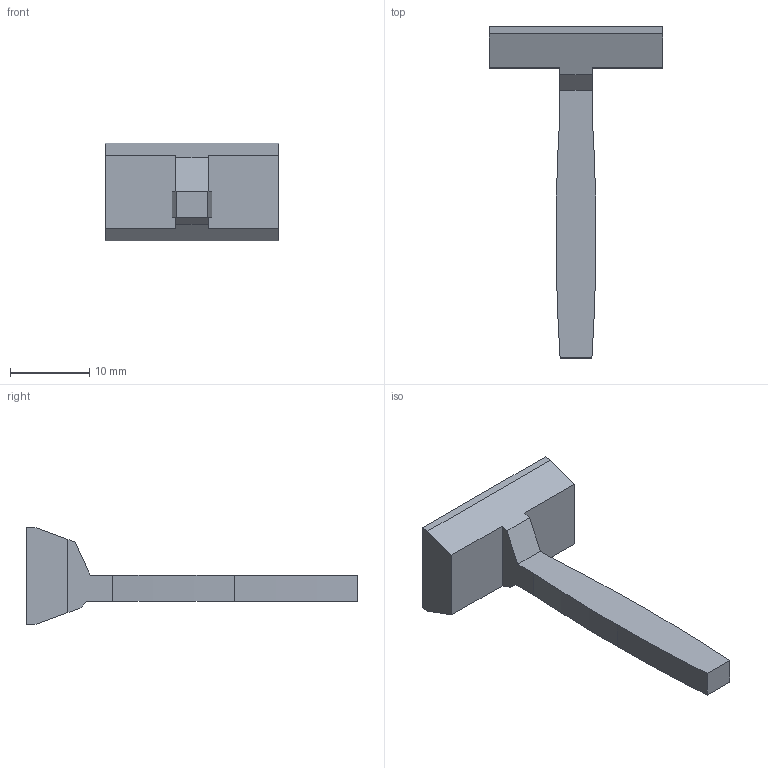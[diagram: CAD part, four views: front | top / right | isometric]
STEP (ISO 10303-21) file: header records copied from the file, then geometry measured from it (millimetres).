
FILE_DESCRIPTION(('OneSpaceDesigner STEP Export'),'2;1');
FILE_NAME('0807575_klm2_select.stp','2005-10-31T13:00:13',(''),(''),'OneSpace Designer STEP processor for AP203 (Solid Model)','OneSpace Designer 13.01 05-Feb-2005 (C) CoCreate Software GmbH','');
FILE_SCHEMA(('CONFIG_CONTROL_DESIGN'));
Length unit declared in the file: millimetre
Products named in the file (2): 0807575_klm2_select
Assembly tree (1 placements, depth 2):
  0807575_klm2_select
    0807575_klm2_select
Bounding box: 22 x 42 x 12.4 mm (x, y, z)
Volume: 1905 mm3; surface area: 1433.3 mm2
Topology: 1 solids, 1 shells, 21 faces, 56 edges, 37 vertices
Faces by surface type: plane 17, cylinder 4
Entity records: 925 total; most frequent: ORIENTED_EDGE 112, CARTESIAN_POINT 109, DIRECTION 96, EDGE_CURVE 56, VECTOR 48, LINE 48, VERTEX_POINT 37, AXIS2_PLACEMENT_3D 24
